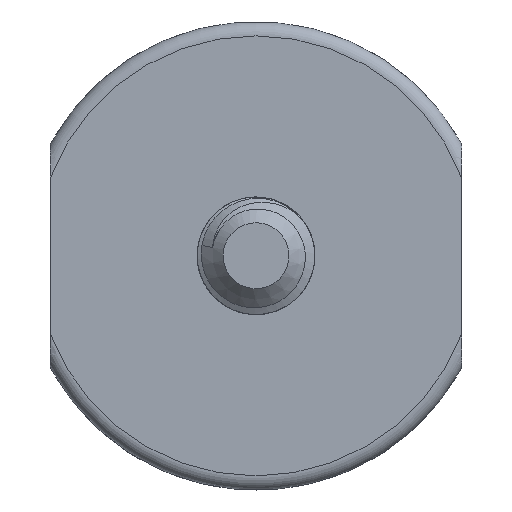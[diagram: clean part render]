
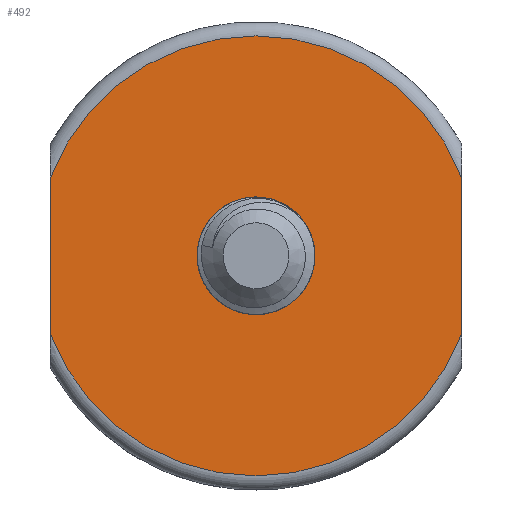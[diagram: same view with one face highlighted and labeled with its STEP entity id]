
A CAD part, top view. The second image highlights one B-rep face of the part: STEP entity #492.
In plain terms, the highlighted planar face has unit normal (0, 0, 1).
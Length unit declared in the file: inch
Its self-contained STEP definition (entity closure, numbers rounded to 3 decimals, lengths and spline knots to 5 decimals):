
#32=FACE_BOUND('',#122,.T.);
#41=PLANE('',#541);
#62=CIRCLE('',#540,0.1125);
#63=CIRCLE('',#542,0.4675);
#64=CIRCLE('',#543,0.4675);
#85=FACE_OUTER_BOUND('',#121,.T.);
#121=EDGE_LOOP('',(#372,#373,#374,#375));
#122=EDGE_LOOP('',(#376));
#152=LINE('',#1445,#170);
#153=LINE('',#1449,#171);
#170=VECTOR('',#631,0.3937);
#171=VECTOR('',#634,0.3937);
#233=VERTEX_POINT('',#1440);
#234=VERTEX_POINT('',#1443);
#235=VERTEX_POINT('',#1444);
#236=VERTEX_POINT('',#1446);
#237=VERTEX_POINT('',#1448);
#288=EDGE_CURVE('',#233,#233,#62,.T.);
#289=EDGE_CURVE('',#234,#235,#152,.T.);
#290=EDGE_CURVE('',#236,#235,#63,.T.);
#291=EDGE_CURVE('',#236,#237,#153,.T.);
#292=EDGE_CURVE('',#234,#237,#64,.T.);
#372=ORIENTED_EDGE('',*,*,#289,.T.);
#373=ORIENTED_EDGE('',*,*,#290,.F.);
#374=ORIENTED_EDGE('',*,*,#291,.T.);
#375=ORIENTED_EDGE('',*,*,#292,.F.);
#376=ORIENTED_EDGE('',*,*,#288,.F.);
#492=ADVANCED_FACE('',(#85,#32),#41,.F.);
#540=AXIS2_PLACEMENT_3D('',#1441,#627,#628);
#541=AXIS2_PLACEMENT_3D('',#1442,#629,#630);
#542=AXIS2_PLACEMENT_3D('',#1447,#632,#633);
#543=AXIS2_PLACEMENT_3D('',#1450,#635,#636);
#627=DIRECTION('center_axis',(0.,0.,1.));
#628=DIRECTION('ref_axis',(-1.,0.,0.));
#629=DIRECTION('center_axis',(0.,0.,-1.));
#630=DIRECTION('ref_axis',(-1.,0.,0.));
#631=DIRECTION('',(0.,1.,0.));
#632=DIRECTION('center_axis',(0.,0.,-1.));
#633=DIRECTION('ref_axis',(-1.,0.,0.));
#634=DIRECTION('',(0.,-1.,0.));
#635=DIRECTION('center_axis',(0.,0.,-1.));
#636=DIRECTION('ref_axis',(-1.,0.,0.));
#1440=CARTESIAN_POINT('',(0.1125,0.,0.175));
#1441=CARTESIAN_POINT('Origin',(0.,0.,0.175));
#1442=CARTESIAN_POINT('Origin',(0.,0.,0.175));
#1443=CARTESIAN_POINT('',(0.4375,-0.16477,0.175));
#1444=CARTESIAN_POINT('',(0.4375,0.16477,0.175));
#1445=CARTESIAN_POINT('',(0.4375,-0.11843,0.175));
#1446=CARTESIAN_POINT('',(-0.4375,0.16477,0.175));
#1447=CARTESIAN_POINT('Origin',(0.,0.,0.175));
#1448=CARTESIAN_POINT('',(-0.4375,-0.16477,0.175));
#1449=CARTESIAN_POINT('',(-0.4375,0.11843,0.175));
#1450=CARTESIAN_POINT('Origin',(0.,0.,0.175));
